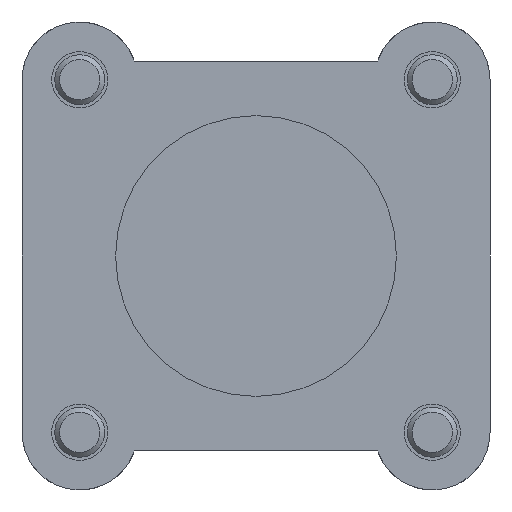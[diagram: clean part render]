
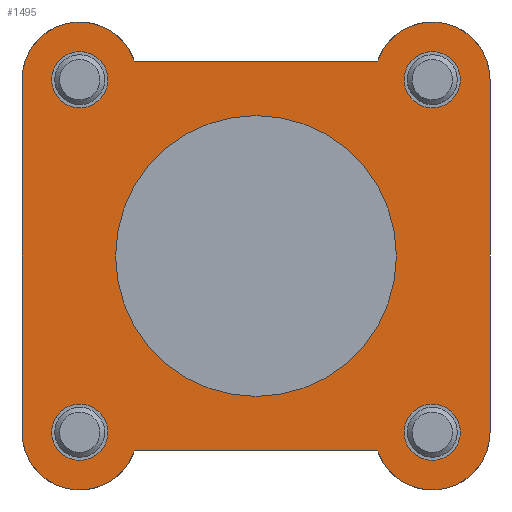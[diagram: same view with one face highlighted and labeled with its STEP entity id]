
A CAD part, front view. The second image highlights one B-rep face of the part: STEP entity #1495.
In plain terms, the highlighted planar face has unit normal (0, -1, 0).
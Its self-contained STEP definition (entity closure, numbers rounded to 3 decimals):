
#119=CIRCLE('',#1603,9.25);
#125=CIRCLE('',#1613,9.25);
#147=CIRCLE('',#1655,9.25);
#151=CIRCLE('',#1661,9.25);
#152=CIRCLE('',#1663,4.5);
#153=CIRCLE('',#1664,4.5);
#154=CIRCLE('',#1665,4.5);
#155=CIRCLE('',#1666,4.5);
#156=CIRCLE('',#1667,22.5);
#345=ORIENTED_EDGE('',*,*,#723,.T.);
#346=ORIENTED_EDGE('',*,*,#724,.T.);
#347=ORIENTED_EDGE('',*,*,#725,.T.);
#348=ORIENTED_EDGE('',*,*,#726,.T.);
#349=ORIENTED_EDGE('',*,*,#727,.T.);
#350=ORIENTED_EDGE('',*,*,#712,.F.);
#351=ORIENTED_EDGE('',*,*,#687,.F.);
#352=ORIENTED_EDGE('',*,*,#722,.F.);
#353=ORIENTED_EDGE('',*,*,#652,.F.);
#354=ORIENTED_EDGE('',*,*,#642,.F.);
#355=ORIENTED_EDGE('',*,*,#618,.F.);
#356=ORIENTED_EDGE('',*,*,#627,.F.);
#357=ORIENTED_EDGE('',*,*,#716,.F.);
#618=EDGE_CURVE('',#823,#824,#959,.T.);
#627=EDGE_CURVE('',#831,#823,#119,.T.);
#642=EDGE_CURVE('',#824,#842,#125,.T.);
#652=EDGE_CURVE('',#842,#849,#976,.T.);
#687=EDGE_CURVE('',#877,#873,#1000,.T.);
#712=EDGE_CURVE('',#873,#892,#147,.T.);
#716=EDGE_CURVE('',#892,#831,#1014,.T.);
#722=EDGE_CURVE('',#849,#877,#151,.T.);
#723=EDGE_CURVE('',#899,#899,#152,.T.);
#724=EDGE_CURVE('',#900,#900,#153,.T.);
#725=EDGE_CURVE('',#901,#901,#154,.T.);
#726=EDGE_CURVE('',#902,#902,#155,.T.);
#727=EDGE_CURVE('',#903,#903,#156,.T.);
#823=VERTEX_POINT('',#2296);
#824=VERTEX_POINT('',#2298);
#831=VERTEX_POINT('',#2314);
#842=VERTEX_POINT('',#2351);
#849=VERTEX_POINT('',#2371);
#873=VERTEX_POINT('',#2428);
#877=VERTEX_POINT('',#2438);
#892=VERTEX_POINT('',#2505);
#899=VERTEX_POINT('',#2535);
#900=VERTEX_POINT('',#2537);
#901=VERTEX_POINT('',#2539);
#902=VERTEX_POINT('',#2541);
#903=VERTEX_POINT('',#2543);
#959=LINE('',#2297,#1061);
#976=LINE('',#2370,#1078);
#1000=LINE('',#2439,#1102);
#1014=LINE('',#2519,#1116);
#1061=VECTOR('',#1804,1000.);
#1078=VECTOR('',#1867,1000.);
#1102=VECTOR('',#1923,1000.);
#1116=VECTOR('',#1977,1000.);
#1182=EDGE_LOOP('',(#345));
#1183=EDGE_LOOP('',(#346));
#1184=EDGE_LOOP('',(#347));
#1185=EDGE_LOOP('',(#348));
#1186=EDGE_LOOP('',(#349));
#1187=EDGE_LOOP('',(#350,#351,#352,#353,#354,#355,#356,#357));
#1316=FACE_BOUND('',#1182,.T.);
#1317=FACE_BOUND('',#1183,.T.);
#1318=FACE_BOUND('',#1184,.T.);
#1319=FACE_BOUND('',#1185,.T.);
#1320=FACE_BOUND('',#1186,.T.);
#1321=FACE_BOUND('',#1187,.T.);
#1435=PLANE('',#1662);
#1495=ADVANCED_FACE('',(#1316,#1317,#1318,#1319,#1320,#1321),#1435,.F.);
#1603=AXIS2_PLACEMENT_3D('',#2315,#1818,#1819);
#1613=AXIS2_PLACEMENT_3D('',#2350,#1845,#1846);
#1655=AXIS2_PLACEMENT_3D('',#2512,#1969,#1970);
#1661=AXIS2_PLACEMENT_3D('',#2532,#1986,#1987);
#1662=AXIS2_PLACEMENT_3D('',#2533,#1988,#1989);
#1663=AXIS2_PLACEMENT_3D('',#2534,#1990,#1991);
#1664=AXIS2_PLACEMENT_3D('',#2536,#1992,#1993);
#1665=AXIS2_PLACEMENT_3D('',#2538,#1994,#1995);
#1666=AXIS2_PLACEMENT_3D('',#2540,#1996,#1997);
#1667=AXIS2_PLACEMENT_3D('',#2542,#1998,#1999);
#1804=DIRECTION('',(1.,0.,0.));
#1818=DIRECTION('',(0.,1.,0.));
#1819=DIRECTION('',(1.,0.,0.));
#1845=DIRECTION('',(0.,1.,0.));
#1846=DIRECTION('',(1.,0.,0.));
#1867=DIRECTION('',(0.,0.,-1.));
#1923=DIRECTION('',(-1.,0.,0.));
#1969=DIRECTION('',(0.,1.,0.));
#1970=DIRECTION('',(1.,0.,0.));
#1977=DIRECTION('',(0.,0.,1.));
#1986=DIRECTION('',(0.,1.,0.));
#1987=DIRECTION('',(1.,0.,0.));
#1988=DIRECTION('',(0.,1.,0.));
#1989=DIRECTION('',(0.,0.,1.));
#1990=DIRECTION('',(0.,1.,0.));
#1991=DIRECTION('',(1.,0.,0.));
#1992=DIRECTION('',(0.,1.,0.));
#1993=DIRECTION('',(1.,0.,0.));
#1994=DIRECTION('',(0.,1.,0.));
#1995=DIRECTION('',(1.,0.,0.));
#1996=DIRECTION('',(0.,1.,0.));
#1997=DIRECTION('',(1.,0.,0.));
#1998=DIRECTION('',(0.,1.,0.));
#1999=DIRECTION('',(1.,0.,0.));
#2296=CARTESIAN_POINT('',(-19.5,0.,31.25));
#2297=CARTESIAN_POINT('',(-19.5,0.,31.25));
#2298=CARTESIAN_POINT('',(19.5,0.,31.25));
#2314=CARTESIAN_POINT('',(-37.5,0.,28.25));
#2315=CARTESIAN_POINT('',(-28.25,0.,28.25));
#2350=CARTESIAN_POINT('',(28.25,0.,28.25));
#2351=CARTESIAN_POINT('',(37.5,0.,28.25));
#2370=CARTESIAN_POINT('',(37.5,0.,28.25));
#2371=CARTESIAN_POINT('',(37.5,0.,-28.25));
#2428=CARTESIAN_POINT('',(-19.5,0.,-31.25));
#2438=CARTESIAN_POINT('',(19.5,0.,-31.25));
#2439=CARTESIAN_POINT('',(19.5,0.,-31.25));
#2505=CARTESIAN_POINT('',(-37.5,0.,-28.25));
#2512=CARTESIAN_POINT('',(-28.25,0.,-28.25));
#2519=CARTESIAN_POINT('',(-37.5,0.,-28.25));
#2532=CARTESIAN_POINT('',(28.25,0.,-28.25));
#2533=CARTESIAN_POINT('',(-28.25,0.,-28.25));
#2534=CARTESIAN_POINT('',(-28.25,0.,28.25));
#2535=CARTESIAN_POINT('',(-23.75,0.,28.25));
#2536=CARTESIAN_POINT('',(28.25,0.,28.25));
#2537=CARTESIAN_POINT('',(32.75,0.,28.25));
#2538=CARTESIAN_POINT('',(-28.25,0.,-28.25));
#2539=CARTESIAN_POINT('',(-23.75,0.,-28.25));
#2540=CARTESIAN_POINT('',(28.25,0.,-28.25));
#2541=CARTESIAN_POINT('',(32.75,0.,-28.25));
#2542=CARTESIAN_POINT('',(0.,0.,0.));
#2543=CARTESIAN_POINT('',(22.5,0.,0.));
